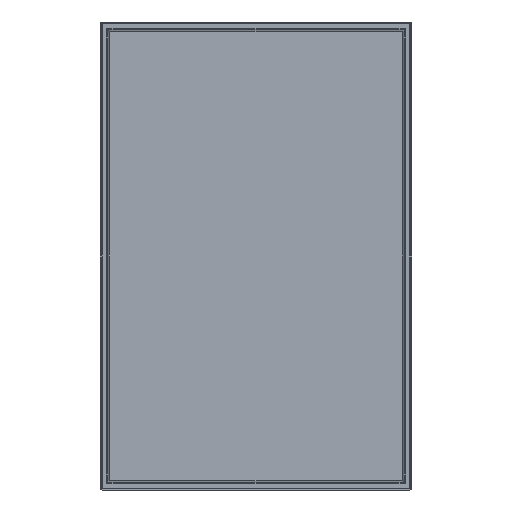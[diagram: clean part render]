
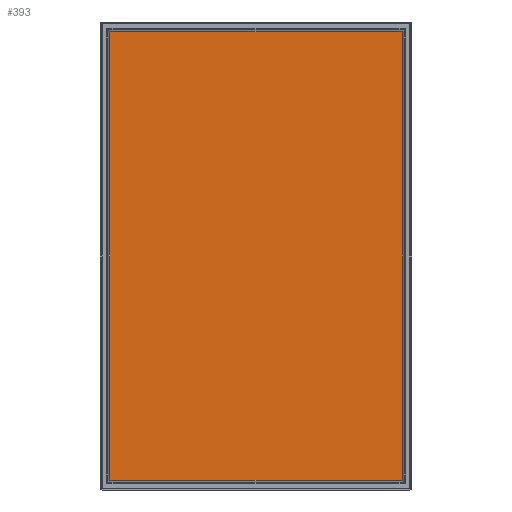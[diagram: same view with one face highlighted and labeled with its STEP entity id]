
A CAD part, front view. The second image highlights one B-rep face of the part: STEP entity #393.
In plain terms, the highlighted planar face has unit normal (0, -1, 0).
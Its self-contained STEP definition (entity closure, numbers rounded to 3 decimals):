
#203 = DIRECTION ( 'NONE',  ( -1., 0., 0. ) ) ;
#228 = EDGE_CURVE ( 'NONE', #1032, #3849, #2368, .T. ) ;
#310 = LINE ( 'NONE', #5635, #5645 ) ;
#354 = CARTESIAN_POINT ( 'NONE',  ( -186.775, 46., 299. ) ) ;
#393 = ADVANCED_FACE ( 'NONE', ( #3242 ), #465, .T. ) ;
#465 = PLANE ( 'NONE',  #3655 ) ;
#573 = ORIENTED_EDGE ( 'NONE', *, *, #700, .T. ) ;
#700 = EDGE_CURVE ( 'NONE', #5127, #1032, #4174, .T. ) ;
#895 = EDGE_CURVE ( 'NONE', #3849, #1463, #310, .T. ) ;
#1032 = VERTEX_POINT ( 'NONE', #1211 ) ;
#1211 = CARTESIAN_POINT ( 'NONE',  ( -186.775, 46., 286.775 ) ) ;
#1463 = VERTEX_POINT ( 'NONE', #2224 ) ;
#1538 = ORIENTED_EDGE ( 'NONE', *, *, #228, .T. ) ;
#1610 = CARTESIAN_POINT ( 'NONE',  ( 186.775, 46., 286.775 ) ) ;
#1631 = CARTESIAN_POINT ( 'NONE',  ( -186.775, 46., -286.775 ) ) ;
#1764 = ORIENTED_EDGE ( 'NONE', *, *, #895, .T. ) ;
#2224 = CARTESIAN_POINT ( 'NONE',  ( 186.775, 46., -286.775 ) ) ;
#2326 = DIRECTION ( 'NONE',  ( 0., 0., 1. ) ) ;
#2368 = LINE ( 'NONE', #354, #2836 ) ;
#2592 = ORIENTED_EDGE ( 'NONE', *, *, #4195, .T. ) ;
#2597 = DIRECTION ( 'NONE',  ( 1., 0., 0. ) ) ;
#2673 = CARTESIAN_POINT ( 'NONE',  ( 199., 46., 299. ) ) ;
#2771 = EDGE_LOOP ( 'NONE', ( #2592, #573, #1538, #1764 ) ) ;
#2825 = CARTESIAN_POINT ( 'NONE',  ( 199., 46., 286.775 ) ) ;
#2836 = VECTOR ( 'NONE', #3067, 1000. ) ;
#3067 = DIRECTION ( 'NONE',  ( 0., 0., -1. ) ) ;
#3219 = LINE ( 'NONE', #4560, #4221 ) ;
#3242 = FACE_OUTER_BOUND ( 'NONE', #2771, .T. ) ;
#3562 = DIRECTION ( 'NONE',  ( 0., 0., -1. ) ) ;
#3655 = AXIS2_PLACEMENT_3D ( 'NONE', #2673, #4419, #3562 ) ;
#3716 = VECTOR ( 'NONE', #203, 1000. ) ;
#3849 = VERTEX_POINT ( 'NONE', #1631 ) ;
#4174 = LINE ( 'NONE', #2825, #3716 ) ;
#4195 = EDGE_CURVE ( 'NONE', #1463, #5127, #3219, .T. ) ;
#4221 = VECTOR ( 'NONE', #2326, 1000. ) ;
#4419 = DIRECTION ( 'NONE',  ( 0., -1., 0. ) ) ;
#4560 = CARTESIAN_POINT ( 'NONE',  ( 186.775, 46., 299. ) ) ;
#5127 = VERTEX_POINT ( 'NONE', #1610 ) ;
#5635 = CARTESIAN_POINT ( 'NONE',  ( 199., 46., -286.775 ) ) ;
#5645 = VECTOR ( 'NONE', #2597, 1000. ) ;
